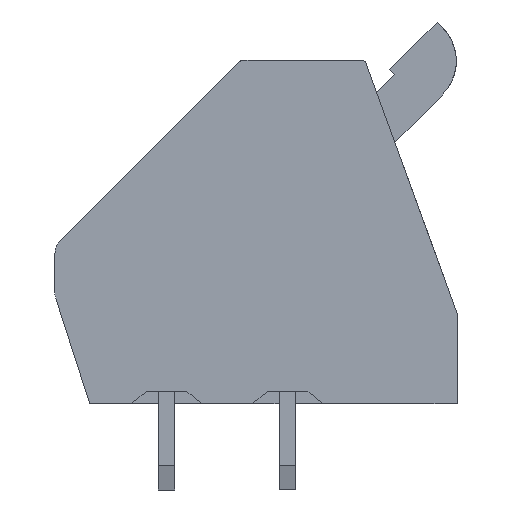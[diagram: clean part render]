
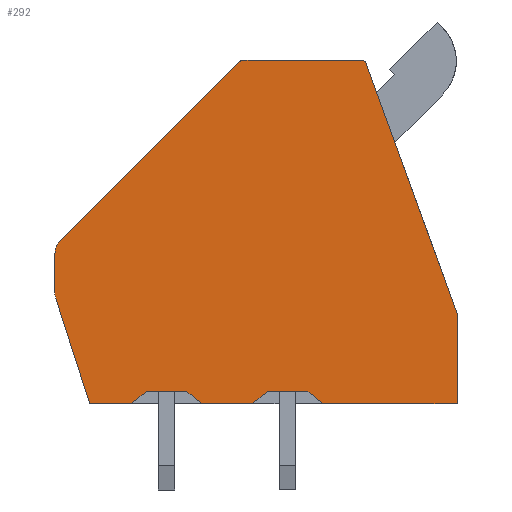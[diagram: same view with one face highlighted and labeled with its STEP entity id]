
A CAD part, front view. The second image highlights one B-rep face of the part: STEP entity #292.
In plain terms, the highlighted planar face has unit normal (0, -1, 0).
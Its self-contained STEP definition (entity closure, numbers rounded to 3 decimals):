
#292 = ADVANCED_FACE( '', ( #705 ), #706, .T. );
#705 = FACE_OUTER_BOUND( '', #1274, .T. );
#706 = PLANE( '', #1275 );
#1274 = EDGE_LOOP( '', ( #1980, #1981, #1982, #1983, #1984, #1985, #1986, #1987, #1988, #1989, #1990, #1991, #1992, #1993, #1994, #1995, #1996, #1997, #1998 ) );
#1275 = AXIS2_PLACEMENT_3D( '', #1999, #2000, #2001 );
#1980 = ORIENTED_EDGE( '', *, *, #3249, .F. );
#1981 = ORIENTED_EDGE( '', *, *, #3250, .F. );
#1982 = ORIENTED_EDGE( '', *, *, #3251, .F. );
#1983 = ORIENTED_EDGE( '', *, *, #3252, .T. );
#1984 = ORIENTED_EDGE( '', *, *, #3253, .T. );
#1985 = ORIENTED_EDGE( '', *, *, #3113, .T. );
#1986 = ORIENTED_EDGE( '', *, *, #3254, .T. );
#1987 = ORIENTED_EDGE( '', *, *, #3255, .T. );
#1988 = ORIENTED_EDGE( '', *, *, #3256, .T. );
#1989 = ORIENTED_EDGE( '', *, *, #3131, .T. );
#1990 = ORIENTED_EDGE( '', *, *, #3083, .T. );
#1991 = ORIENTED_EDGE( '', *, *, #3257, .T. );
#1992 = ORIENTED_EDGE( '', *, *, #3258, .T. );
#1993 = ORIENTED_EDGE( '', *, *, #3088, .T. );
#1994 = ORIENTED_EDGE( '', *, *, #3259, .T. );
#1995 = ORIENTED_EDGE( '', *, *, #3202, .F. );
#1996 = ORIENTED_EDGE( '', *, *, #3260, .F. );
#1997 = ORIENTED_EDGE( '', *, *, #3261, .F. );
#1998 = ORIENTED_EDGE( '', *, *, #3239, .T. );
#1999 = CARTESIAN_POINT( '', ( 22.283, 133.327, -37.014 ) );
#2000 = DIRECTION( '', ( 0., -1., 0. ) );
#2001 = DIRECTION( '', ( 0., 0., -1. ) );
#3083 = EDGE_CURVE( '', #3637, #3638, #3639, .T. );
#3088 = EDGE_CURVE( '', #3646, #3647, #3648, .T. );
#3113 = EDGE_CURVE( '', #3691, #3692, #3693, .T. );
#3131 = EDGE_CURVE( '', #3721, #3637, #3722, .T. );
#3202 = EDGE_CURVE( '', #3846, #3848, #3849, .T. );
#3239 = EDGE_CURVE( '', #3910, #3908, #3911, .T. );
#3249 = EDGE_CURVE( '', #3925, #3908, #3926, .T. );
#3250 = EDGE_CURVE( '', #3927, #3925, #3928, .T. );
#3251 = EDGE_CURVE( '', #3929, #3927, #3930, .T. );
#3252 = EDGE_CURVE( '', #3929, #3931, #3932, .T. );
#3253 = EDGE_CURVE( '', #3931, #3691, #3933, .T. );
#3254 = EDGE_CURVE( '', #3692, #3934, #3935, .T. );
#3255 = EDGE_CURVE( '', #3934, #3936, #3937, .T. );
#3256 = EDGE_CURVE( '', #3936, #3721, #3938, .T. );
#3257 = EDGE_CURVE( '', #3638, #3939, #3940, .T. );
#3258 = EDGE_CURVE( '', #3939, #3646, #3941, .T. );
#3259 = EDGE_CURVE( '', #3647, #3848, #3942, .T. );
#3260 = EDGE_CURVE( '', #3943, #3846, #3944, .T. );
#3261 = EDGE_CURVE( '', #3910, #3943, #3945, .T. );
#3637 = VERTEX_POINT( '', #4456 );
#3638 = VERTEX_POINT( '', #4457 );
#3639 = CIRCLE( '', #4458, 0.8 );
#3646 = VERTEX_POINT( '', #4467 );
#3647 = VERTEX_POINT( '', #4468 );
#3648 = LINE( '', #4469, #4470 );
#3691 = VERTEX_POINT( '', #4530 );
#3692 = VERTEX_POINT( '', #4531 );
#3693 = LINE( '', #4532, #4533 );
#3721 = VERTEX_POINT( '', #4571 );
#3722 = LINE( '', #4572, #4573 );
#3846 = VERTEX_POINT( '', #4776 );
#3848 = VERTEX_POINT( '', #4779 );
#3849 = LINE( '', #4780, #4781 );
#3908 = VERTEX_POINT( '', #4860 );
#3910 = VERTEX_POINT( '', #4863 );
#3911 = LINE( '', #4864, #4865 );
#3925 = VERTEX_POINT( '', #4884 );
#3926 = LINE( '', #4885, #4886 );
#3927 = VERTEX_POINT( '', #4887 );
#3928 = LINE( '', #4888, #4889 );
#3929 = VERTEX_POINT( '', #4890 );
#3930 = LINE( '', #4891, #4892 );
#3931 = VERTEX_POINT( '', #4893 );
#3932 = LINE( '', #4894, #4895 );
#3933 = LINE( '', #4896, #4897 );
#3934 = VERTEX_POINT( '', #4898 );
#3935 = CIRCLE( '', #4899, 0.2 );
#3936 = VERTEX_POINT( '', #4900 );
#3937 = LINE( '', #4901, #4902 );
#3938 = CIRCLE( '', #4903, 0.2 );
#3939 = VERTEX_POINT( '', #4904 );
#3940 = LINE( '', #4905, #4906 );
#3941 = CIRCLE( '', #4907, 0.8 );
#3942 = LINE( '', #4908, #4909 );
#3943 = VERTEX_POINT( '', #4910 );
#3944 = LINE( '', #4911, #4912 );
#3945 = LINE( '', #4913, #4914 );
#4456 = CARTESIAN_POINT( '', ( 9.748, 133.327, -44.33 ) );
#4457 = CARTESIAN_POINT( '', ( 9.514, 133.327, -44.895 ) );
#4458 = AXIS2_PLACEMENT_3D( '', #5748, #5749, #5750 );
#4467 = CARTESIAN_POINT( '', ( 9.552, 133.327, -46.734 ) );
#4468 = CARTESIAN_POINT( '', ( 10.964, 133.327, -51.114 ) );
#4469 = CARTESIAN_POINT( '', ( 10.964, 133.327, -51.114 ) );
#4470 = VECTOR( '', #5756, 1000. );
#4530 = CARTESIAN_POINT( '', ( 26.264, 133.327, -47.366 ) );
#4531 = CARTESIAN_POINT( '', ( 22.471, 133.327, -36.946 ) );
#4532 = CARTESIAN_POINT( '', ( 22.471, 133.327, -36.946 ) );
#4533 = VECTOR( '', #5780, 1000. );
#4571 = CARTESIAN_POINT( '', ( 17.205, 133.327, -36.873 ) );
#4572 = CARTESIAN_POINT( '', ( 9.748, 133.327, -44.33 ) );
#4573 = VECTOR( '', #5800, 1000. );
#4776 = CARTESIAN_POINT( '', ( 13.314, 133.327, -50.614 ) );
#4779 = CARTESIAN_POINT( '', ( 12.718, 133.327, -51.114 ) );
#4780 = CARTESIAN_POINT( '', ( 25.274, 133.327, -40.578 ) );
#4781 = VECTOR( '', #5871, 1000. );
#4860 = CARTESIAN_POINT( '', ( 17.758, 133.327, -51.114 ) );
#4863 = CARTESIAN_POINT( '', ( 15.61, 133.327, -51.114 ) );
#4864 = CARTESIAN_POINT( '', ( 26.264, 133.327, -51.114 ) );
#4865 = VECTOR( '', #5923, 1000. );
#4884 = CARTESIAN_POINT( '', ( 18.354, 133.327, -50.614 ) );
#4885 = CARTESIAN_POINT( '', ( 27.356, 133.327, -43.06 ) );
#4886 = VECTOR( '', #5932, 1000. );
#4887 = CARTESIAN_POINT( '', ( 20.054, 133.327, -50.614 ) );
#4888 = CARTESIAN_POINT( '', ( 22.283, 133.327, -50.614 ) );
#4889 = VECTOR( '', #5933, 1000. );
#4890 = CARTESIAN_POINT( '', ( 20.65, 133.327, -51.114 ) );
#4891 = CARTESIAN_POINT( '', ( 14.665, 133.327, -46.093 ) );
#4892 = VECTOR( '', #5934, 1000. );
#4893 = CARTESIAN_POINT( '', ( 26.264, 133.327, -51.114 ) );
#4894 = CARTESIAN_POINT( '', ( 26.264, 133.327, -51.114 ) );
#4895 = VECTOR( '', #5935, 1000. );
#4896 = CARTESIAN_POINT( '', ( 26.264, 133.327, -47.366 ) );
#4897 = VECTOR( '', #5936, 1000. );
#4898 = CARTESIAN_POINT( '', ( 22.283, 133.327, -36.814 ) );
#4899 = AXIS2_PLACEMENT_3D( '', #5937, #5938, #5939 );
#4900 = CARTESIAN_POINT( '', ( 17.347, 133.327, -36.814 ) );
#4901 = CARTESIAN_POINT( '', ( 17.347, 133.327, -36.814 ) );
#4902 = VECTOR( '', #5940, 1000. );
#4903 = AXIS2_PLACEMENT_3D( '', #5941, #5942, #5943 );
#4904 = CARTESIAN_POINT( '', ( 9.514, 133.327, -46.488 ) );
#4905 = CARTESIAN_POINT( '', ( 9.514, 133.327, -46.488 ) );
#4906 = VECTOR( '', #5944, 1000. );
#4907 = AXIS2_PLACEMENT_3D( '', #5945, #5946, #5947 );
#4908 = CARTESIAN_POINT( '', ( 26.264, 133.327, -51.114 ) );
#4909 = VECTOR( '', #5948, 1000. );
#4910 = CARTESIAN_POINT( '', ( 15.014, 133.327, -50.614 ) );
#4911 = CARTESIAN_POINT( '', ( 22.283, 133.327, -50.614 ) );
#4912 = VECTOR( '', #5949, 1000. );
#4913 = CARTESIAN_POINT( '', ( 12.583, 133.327, -48.574 ) );
#4914 = VECTOR( '', #5950, 1000. );
#5748 = CARTESIAN_POINT( '', ( 10.314, 133.327, -44.895 ) );
#5749 = DIRECTION( '', ( 0., -1., 0. ) );
#5750 = DIRECTION( '', ( 0.924, 0., -0.383 ) );
#5756 = DIRECTION( '', ( 0.307, 0., -0.952 ) );
#5780 = DIRECTION( '', ( -0.342, 0., 0.94 ) );
#5800 = DIRECTION( '', ( -0.707, 0., -0.707 ) );
#5871 = DIRECTION( '', ( -0.766, 0., -0.643 ) );
#5923 = DIRECTION( '', ( 1., 0., 0. ) );
#5932 = DIRECTION( '', ( -0.766, 0., -0.643 ) );
#5933 = DIRECTION( '', ( -1., 0., 0. ) );
#5934 = DIRECTION( '', ( -0.766, 0., 0.643 ) );
#5935 = DIRECTION( '', ( 1., 0., 0. ) );
#5936 = DIRECTION( '', ( 0., 0., 1. ) );
#5937 = CARTESIAN_POINT( '', ( 22.283, 133.327, -37.014 ) );
#5938 = DIRECTION( '', ( 0., -1., 0. ) );
#5939 = DIRECTION( '', ( -0.574, 0., -0.819 ) );
#5940 = DIRECTION( '', ( -1., 0., 0. ) );
#5941 = CARTESIAN_POINT( '', ( 17.347, 133.327, -37.014 ) );
#5942 = DIRECTION( '', ( 0., -1., 0. ) );
#5943 = DIRECTION( '', ( 0.383, 0., -0.924 ) );
#5944 = DIRECTION( '', ( 0., 0., -1. ) );
#5945 = CARTESIAN_POINT( '', ( 10.314, 133.327, -46.488 ) );
#5946 = DIRECTION( '', ( 0., -1., 0. ) );
#5947 = DIRECTION( '', ( 0.988, 0., 0.155 ) );
#5948 = DIRECTION( '', ( 1., 0., 0. ) );
#5949 = DIRECTION( '', ( -1., 0., 0. ) );
#5950 = DIRECTION( '', ( -0.766, 0., 0.643 ) );
